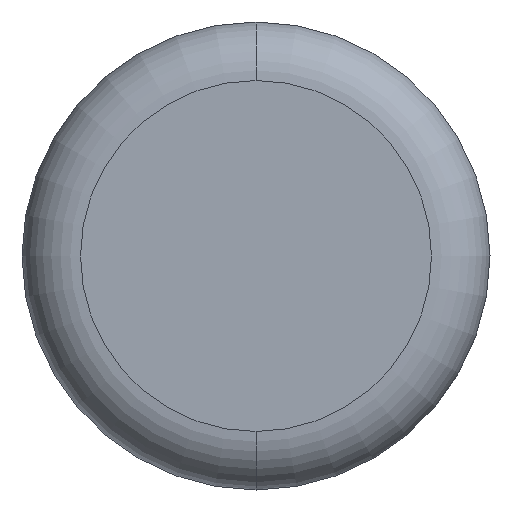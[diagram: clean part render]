
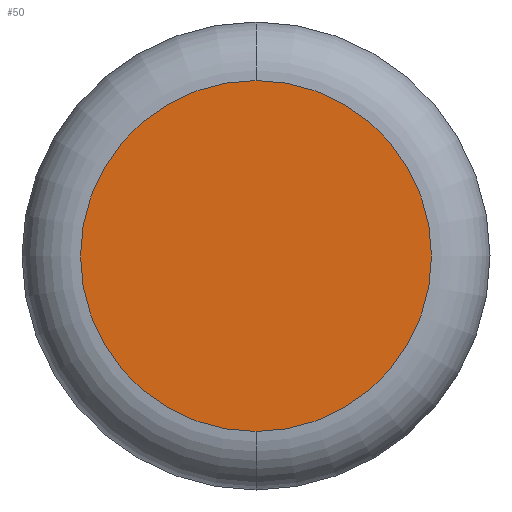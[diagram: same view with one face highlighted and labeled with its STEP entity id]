
A CAD part, front view. The second image highlights one B-rep face of the part: STEP entity #50.
In plain terms, the highlighted planar face has unit normal (0, -1, 0).
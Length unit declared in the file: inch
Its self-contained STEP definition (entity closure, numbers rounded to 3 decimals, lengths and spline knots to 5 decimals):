
#30 = DIRECTION ( 'NONE',  ( 0., -1., 0. ) ) ;
#49 = FACE_OUTER_BOUND ( 'NONE', #246, .T. ) ;
#50 = ADVANCED_FACE ( 'NONE', ( #49 ), #169, .T. ) ;
#72 = AXIS2_PLACEMENT_3D ( 'NONE', #198, #131, #129 ) ;
#103 = CARTESIAN_POINT ( 'NONE',  ( 0., 0., 0. ) ) ;
#107 = EDGE_CURVE ( 'NONE', #222, #223, #134, .T. ) ;
#110 = EDGE_CURVE ( 'NONE', #223, #222, #132, .T. ) ;
#129 = DIRECTION ( 'NONE',  ( 0., 0., -1. ) ) ;
#131 = DIRECTION ( 'NONE',  ( 0., -1., 0. ) ) ;
#132 = CIRCLE ( 'NONE', #334, 0.375 ) ;
#134 = CIRCLE ( 'NONE', #72, 0.375 ) ;
#169 = PLANE ( 'NONE',  #242 ) ;
#182 = CARTESIAN_POINT ( 'NONE',  ( 0., 0., 0. ) ) ;
#198 = CARTESIAN_POINT ( 'NONE',  ( 0., 0., 0. ) ) ;
#222 = VERTEX_POINT ( 'NONE', #224 ) ;
#223 = VERTEX_POINT ( 'NONE', #343 ) ;
#224 = CARTESIAN_POINT ( 'NONE',  ( 0., 0., 0.375 ) ) ;
#225 = ORIENTED_EDGE ( 'NONE', *, *, #107, .T. ) ;
#242 = AXIS2_PLACEMENT_3D ( 'NONE', #182, #30, #288 ) ;
#246 = EDGE_LOOP ( 'NONE', ( #260, #225 ) ) ;
#260 = ORIENTED_EDGE ( 'NONE', *, *, #110, .T. ) ;
#268 = DIRECTION ( 'NONE',  ( 0., -1., 0. ) ) ;
#288 = DIRECTION ( 'NONE',  ( 0., 0., -1. ) ) ;
#334 = AXIS2_PLACEMENT_3D ( 'NONE', #103, #268, #371 ) ;
#343 = CARTESIAN_POINT ( 'NONE',  ( 0., 0., -0.375 ) ) ;
#371 = DIRECTION ( 'NONE',  ( 0., 0., -1. ) ) ;
